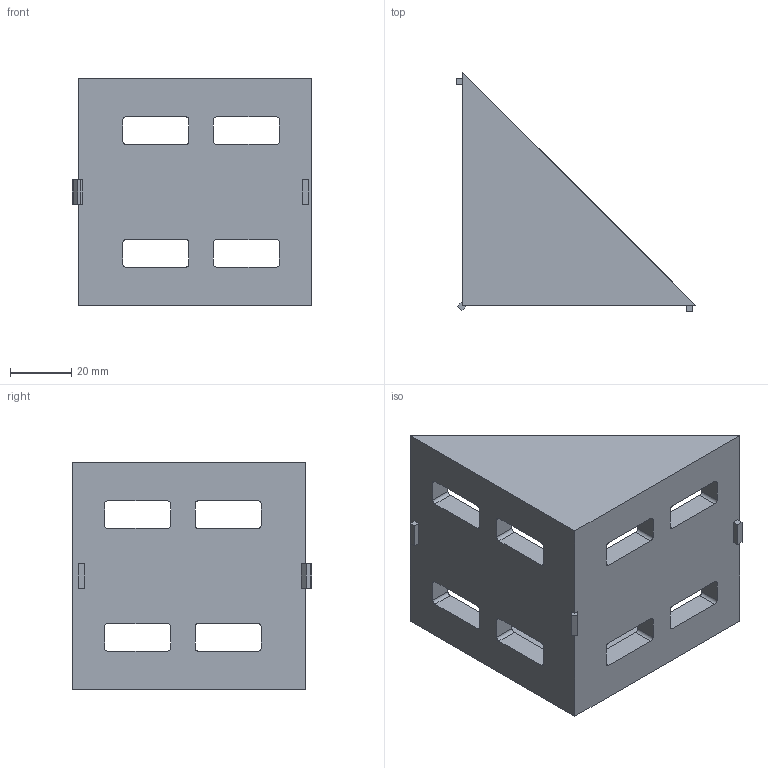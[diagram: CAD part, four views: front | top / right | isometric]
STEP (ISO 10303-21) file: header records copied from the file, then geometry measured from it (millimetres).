
FILE_DESCRIPTION (( 'STEP AP214' ), '1' );
FILE_NAME ('1.46.204.7476.1.STEP', '2024-10-11T19:10:18', ( '' ), ( '' ), 'SwSTEP 2.0', 'SolidWorks 2024', '' );
FILE_SCHEMA (( 'AUTOMOTIVE_DESIGN' ));
Length unit declared in the file: millimetre
Products named in the file (1): 1.46.204.7476.1
Bounding box: 78 x 78 x 74 mm (x, y, z)
Volume: 74175.2 mm3; surface area: 31608.4 mm2
Topology: 1 solids, 1 shells, 89 faces, 252 edges, 168 vertices
Faces by surface type: plane 57, cylinder 32
Entity records: 2945 total; most frequent: CARTESIAN_POINT 510, ORIENTED_EDGE 504, DIRECTION 496, EDGE_CURVE 252, VECTOR 188, LINE 188, VERTEX_POINT 168, AXIS2_PLACEMENT_3D 154
